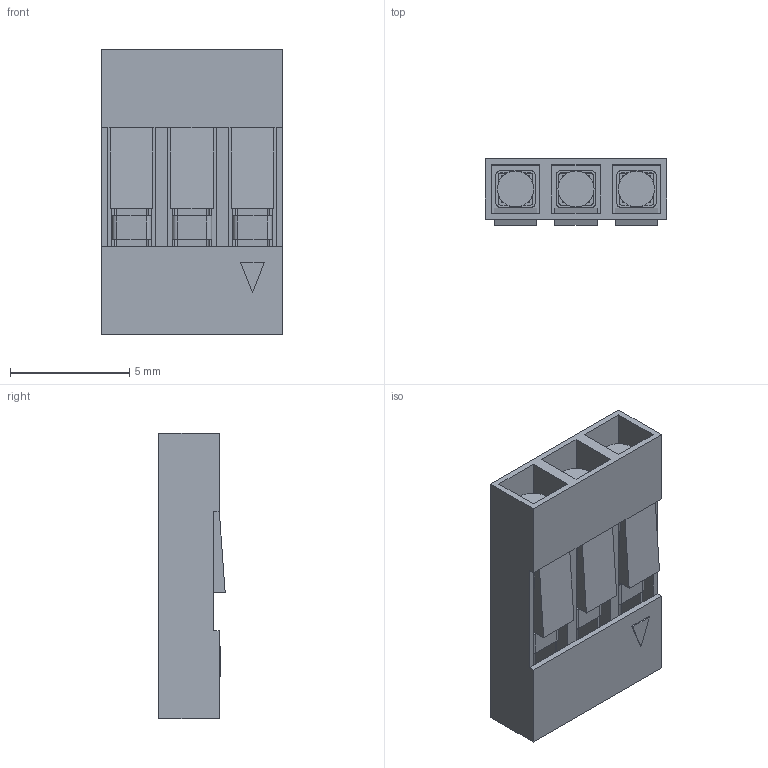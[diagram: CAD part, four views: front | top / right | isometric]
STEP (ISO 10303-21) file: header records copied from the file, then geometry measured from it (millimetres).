
FILE_DESCRIPTION (( 'STEP AP214' ), '1' );
FILE_NAME ('DS1071-1x3.STEP', '2019-05-31T22:30:54', ( 'VR' ), ( '' ), 'SwSTEP 2.0', 'SolidWorks 2016', '' );
FILE_SCHEMA (( 'AUTOMOTIVE_DESIGN' ));
Length unit declared in the file: millimetre
Products named in the file (1): DS1071-1x3
Bounding box: 7.62 x 2.79 x 12 mm (x, y, z)
Volume: 110.6 mm3; surface area: 827.5 mm2
Topology: 4 solids, 4 shells, 212 faces, 639 edges, 406 vertices
Faces by surface type: plane 158, cylinder 54
Entity records: 9570 total; most frequent: ORIENTED_EDGE 1278, CARTESIAN_POINT 1258, DIRECTION 1203, EDGE_CURVE 639, LINE 501, VECTOR 501, VERTEX_POINT 406, AXIS2_PLACEMENT_3D 351
